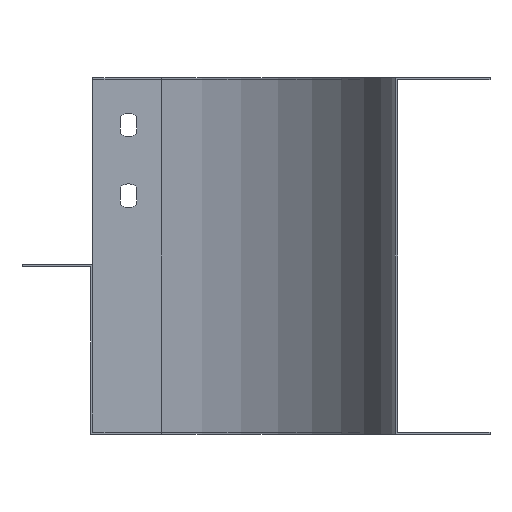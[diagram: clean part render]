
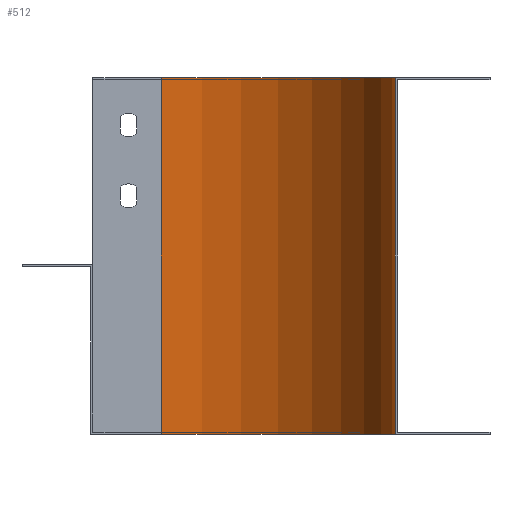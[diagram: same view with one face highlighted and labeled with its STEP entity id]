
A CAD part, left-side view. The second image highlights one B-rep face of the part: STEP entity #512.
In plain terms, the highlighted cylindrical face has radius 99 mm (diameter 198 mm), a partial arc.
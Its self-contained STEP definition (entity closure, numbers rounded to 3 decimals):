
#180 = AXIS2_PLACEMENT_3D ( 'NONE', #1907, #1908, #1909 ) ;
#198 = AXIS2_PLACEMENT_3D ( 'NONE', #1362, #1378, #1370 ) ;
#226 = EDGE_CURVE ( 'NONE', #875, #1410, #1520, .T. ) ;
#250 = AXIS2_PLACEMENT_3D ( 'NONE', #1041, #1040, #1038 ) ;
#251 = EDGE_CURVE ( 'NONE', #1426, #1427, #1241, .T. ) ;
#272 = EDGE_CURVE ( 'NONE', #1427, #1410, #1277, .T. ) ;
#365 = EDGE_CURVE ( 'NONE', #1426, #875, #1607, .T. ) ;
#512 = ADVANCED_FACE ( 'NONE', ( #630 ), #642, .F. ) ;
#630 = FACE_OUTER_BOUND ( 'NONE', #1455, .T. ) ;
#642 = CYLINDRICAL_SURFACE ( 'NONE', #250, 99. ) ;
#725 = DIRECTION ( 'NONE',  ( 0., 0., 1. ) ) ;
#727 = CARTESIAN_POINT ( 'NONE',  ( -175., 40., -150. ) ) ;
#863 = ORIENTED_EDGE ( 'NONE', *, *, #272, .T. ) ;
#864 = ORIENTED_EDGE ( 'NONE', *, *, #226, .F. ) ;
#866 = ORIENTED_EDGE ( 'NONE', *, *, #365, .F. ) ;
#871 = ORIENTED_EDGE ( 'NONE', *, *, #251, .T. ) ;
#875 = VERTEX_POINT ( 'NONE', #1071 ) ;
#1038 = DIRECTION ( 'NONE',  ( 1., 0., 0. ) ) ;
#1040 = DIRECTION ( 'NONE',  ( 0., 0., 1. ) ) ;
#1041 = CARTESIAN_POINT ( 'NONE',  ( -175., 139., -150. ) ) ;
#1071 = CARTESIAN_POINT ( 'NONE',  ( -76., 139., -150. ) ) ;
#1138 = CARTESIAN_POINT ( 'NONE',  ( -76., 139., 1. ) ) ;
#1143 = CARTESIAN_POINT ( 'NONE',  ( -175., 40., -150. ) ) ;
#1147 = CARTESIAN_POINT ( 'NONE',  ( -175., 40., 1. ) ) ;
#1211 = VECTOR ( 'NONE', #1818, 1000. ) ;
#1241 = LINE ( 'NONE', #727, #1244 ) ;
#1244 = VECTOR ( 'NONE', #725, 1000. ) ;
#1277 = CIRCLE ( 'NONE', #198, 99. ) ;
#1362 = CARTESIAN_POINT ( 'NONE',  ( -175., 139., 1. ) ) ;
#1370 = DIRECTION ( 'NONE',  ( -1., 0., 0. ) ) ;
#1378 = DIRECTION ( 'NONE',  ( 0., 0., 1. ) ) ;
#1410 = VERTEX_POINT ( 'NONE', #1138 ) ;
#1426 = VERTEX_POINT ( 'NONE', #1143 ) ;
#1427 = VERTEX_POINT ( 'NONE', #1147 ) ;
#1455 = EDGE_LOOP ( 'NONE', ( #863, #864, #866, #871 ) ) ;
#1520 = LINE ( 'NONE', #1865, #1211 ) ;
#1607 = CIRCLE ( 'NONE', #180, 99. ) ;
#1818 = DIRECTION ( 'NONE',  ( 0., 0., 1. ) ) ;
#1865 = CARTESIAN_POINT ( 'NONE',  ( -76., 139., -150. ) ) ;
#1907 = CARTESIAN_POINT ( 'NONE',  ( -175., 139., -150. ) ) ;
#1908 = DIRECTION ( 'NONE',  ( 0., 0., 1. ) ) ;
#1909 = DIRECTION ( 'NONE',  ( -1., 0., 0. ) ) ;
